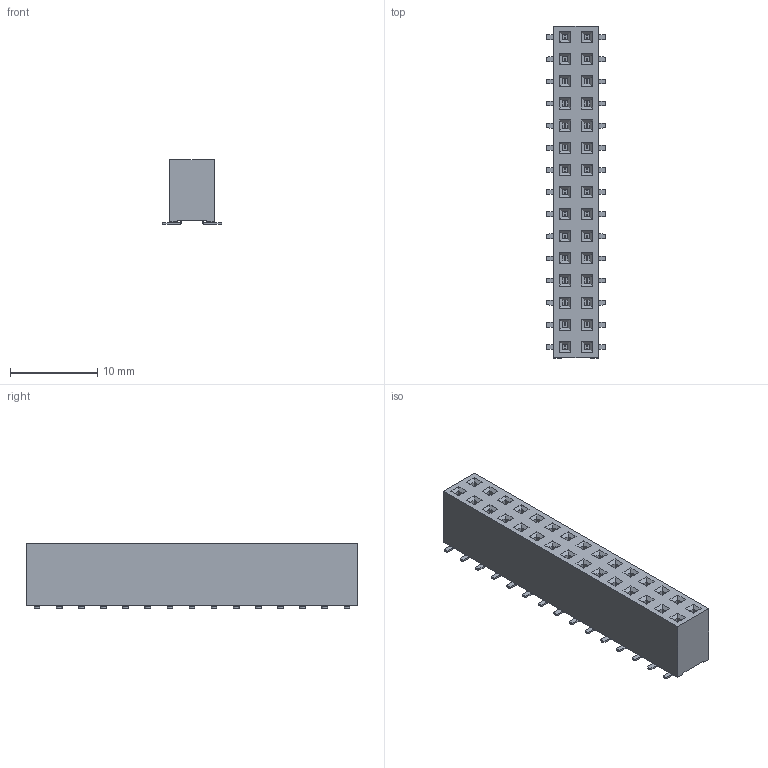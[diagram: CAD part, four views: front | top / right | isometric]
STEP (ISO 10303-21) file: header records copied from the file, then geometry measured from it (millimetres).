
FILE_DESCRIPTION(/* description */ ('model of PinSocket_2x15_P2.54mm_Vertical_SMD'),/* implementation_level */ '2;1');
FILE_NAME(/* name */ 'PinSocket_2x15_P2.54mm_Vertical_SMD.step',/* author */ ('KiCAD','kicad'),/* organization */ ('OCCT'),/* preprocessor_version */ '',/* originating_system */ 'KiCAD',/* authorisation */ '');
FILE_SCHEMA(('AUTOMOTIVE_DESIGN { 1 0 10303 214 1 1 1 1 }'));
Length unit declared in the file: millimetre
Products named in the file (1): PinSocket_2x15_P2.54mm_Vertical_SMD
Bounding box: 6.8 x 38.1 x 7.45 mm (x, y, z)
Volume: 1289.6 mm3; surface area: 1637 mm2
Topology: 1 solids, 1 shells, 1060 faces, 2664 edges, 1696 vertices
Faces by surface type: plane 970, cylinder 90
Entity records: 41521 total; most frequent: CARTESIAN_POINT 5421, ORIENTED_EDGE 5328, DIRECTION 4966, EDGE_CURVE 2664, LINE 2484, VECTOR 2484, VERTEX_POINT 1696, AXIS2_PLACEMENT_3D 1241
